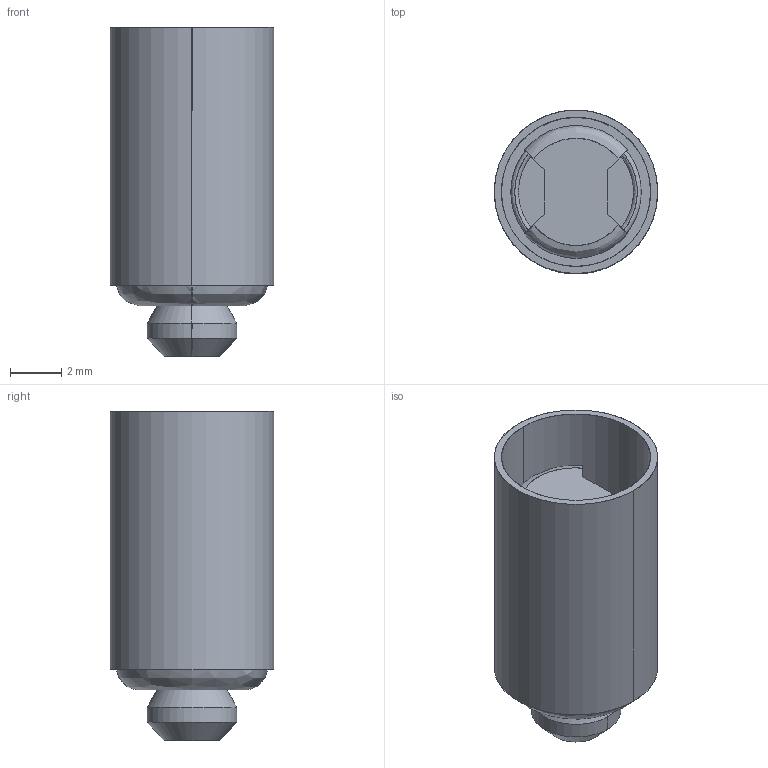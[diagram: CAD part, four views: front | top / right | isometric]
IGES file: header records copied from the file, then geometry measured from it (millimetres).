
Start section: SolidWorks IGES file using analytic representation for surfaces
Global section: file name: E-C-200006.IGS; native system: SolidWorks 2019; preprocessor: SolidWorks 2019; author: WTsang; date: 200317.124212; units: inch
Bounding box: 6.4 x 6.4 x 12.9 mm (x, y, z)
Surface area: 577.4 mm2 (no closed solid volume)
Topology: 0 solids, 0 shells, 50 faces, 676 edges, 676 vertices
Faces by surface type: bspline 32, revolution 18
